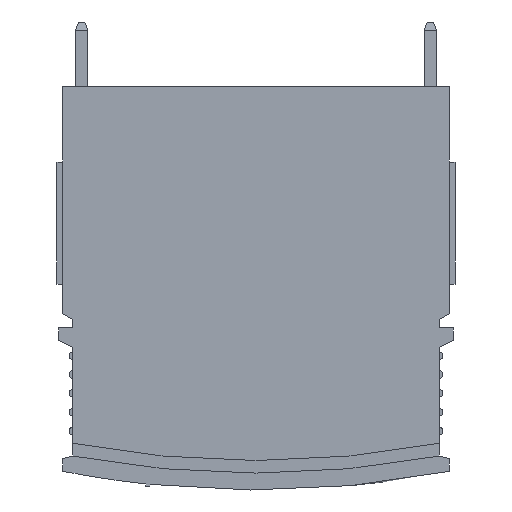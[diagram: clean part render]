
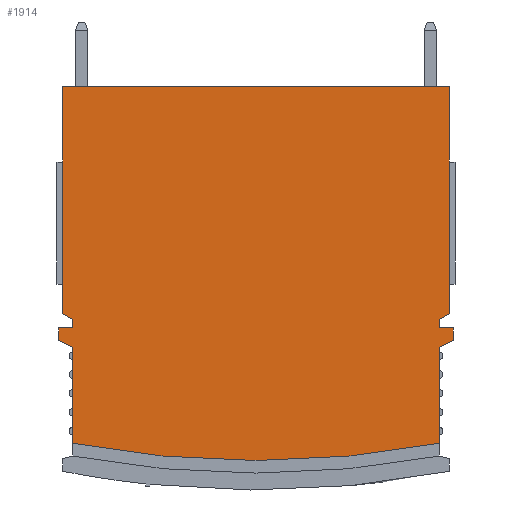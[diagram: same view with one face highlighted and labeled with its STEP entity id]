
A CAD part, left-side view. The second image highlights one B-rep face of the part: STEP entity #1914.
In plain terms, the highlighted planar face has unit normal (-1, 0, 0).
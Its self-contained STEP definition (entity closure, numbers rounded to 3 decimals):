
#4 = DIRECTION ( 'NONE',  ( 0., 0., 1. ) ) ;
#7 = CARTESIAN_POINT ( 'NONE',  ( 0., 46., 0. ) ) ;
#32 = CARTESIAN_POINT ( 'NONE',  ( 0., 1.2, -42.427 ) ) ;
#39 = ORIENTED_EDGE ( 'NONE', *, *, #1079, .F. ) ;
#50 = LINE ( 'NONE', #2312, #1193 ) ;
#51 = VERTEX_POINT ( 'NONE', #1081 ) ;
#57 = ORIENTED_EDGE ( 'NONE', *, *, #2675, .F. ) ;
#67 = ORIENTED_EDGE ( 'NONE', *, *, #799, .F. ) ;
#88 = VECTOR ( 'NONE', #453, 1000. ) ;
#96 = ORIENTED_EDGE ( 'NONE', *, *, #1281, .F. ) ;
#153 = CARTESIAN_POINT ( 'NONE',  ( 0., -0.5, -28.7 ) ) ;
#166 = EDGE_CURVE ( 'NONE', #1722, #1390, #2662, .T. ) ;
#190 = VECTOR ( 'NONE', #2347, 1000. ) ;
#195 = ORIENTED_EDGE ( 'NONE', *, *, #1191, .F. ) ;
#210 = VECTOR ( 'NONE', #2575, 1000. ) ;
#227 = LINE ( 'NONE', #937, #88 ) ;
#240 = DIRECTION ( 'NONE',  ( 1., 0., 0. ) ) ;
#250 = EDGE_CURVE ( 'NONE', #1461, #1722, #1904, .T. ) ;
#261 = VERTEX_POINT ( 'NONE', #1725 ) ;
#279 = DIRECTION ( 'NONE',  ( 0., -1., 0. ) ) ;
#312 = DIRECTION ( 'NONE',  ( 0., 0.866, 0.5 ) ) ;
#315 = CARTESIAN_POINT ( 'NONE',  ( 0., 1.2, -30.993 ) ) ;
#334 = ORIENTED_EDGE ( 'NONE', *, *, #2809, .F. ) ;
#344 = VERTEX_POINT ( 'NONE', #2238 ) ;
#357 = VERTEX_POINT ( 'NONE', #7 ) ;
#370 = ORIENTED_EDGE ( 'NONE', *, *, #2320, .F. ) ;
#391 = CARTESIAN_POINT ( 'NONE',  ( 0., 1.2, -28.7 ) ) ;
#402 = LINE ( 'NONE', #1615, #1228 ) ;
#430 = CARTESIAN_POINT ( 'NONE',  ( 0., 44.8, -28.7 ) ) ;
#449 = VECTOR ( 'NONE', #1400, 1000. ) ;
#453 = DIRECTION ( 'NONE',  ( 0., 0., -1. ) ) ;
#499 = DIRECTION ( 'NONE',  ( 0., 0.906, 0.423 ) ) ;
#528 = VECTOR ( 'NONE', #2943, 1000. ) ;
#595 = CARTESIAN_POINT ( 'NONE',  ( 0., 23., 72. ) ) ;
#604 = EDGE_CURVE ( 'NONE', #344, #3036, #3106, .T. ) ;
#625 = DIRECTION ( 'NONE',  ( 1., 0., 0. ) ) ;
#654 = CARTESIAN_POINT ( 'NONE',  ( 0., 44.8, -27.7 ) ) ;
#689 = DIRECTION ( 'NONE',  ( 0., 0.866, -0.5 ) ) ;
#754 = DIRECTION ( 'NONE',  ( 0., 0., 1. ) ) ;
#761 = CARTESIAN_POINT ( 'NONE',  ( 0., 46., -27.007 ) ) ;
#776 = CARTESIAN_POINT ( 'NONE',  ( 0., 23., 72. ) ) ;
#781 = LINE ( 'NONE', #1029, #3008 ) ;
#799 = EDGE_CURVE ( 'NONE', #822, #51, #1730, .T. ) ;
#817 = EDGE_CURVE ( 'NONE', #2429, #2174, #3213, .T. ) ;
#822 = VERTEX_POINT ( 'NONE', #2207 ) ;
#846 = VERTEX_POINT ( 'NONE', #32 ) ;
#861 = CARTESIAN_POINT ( 'NONE',  ( 0., -0.5, -30.2 ) ) ;
#872 = LINE ( 'NONE', #1333, #190 ) ;
#918 = CARTESIAN_POINT ( 'NONE',  ( 0., 1.2, -30.993 ) ) ;
#937 = CARTESIAN_POINT ( 'NONE',  ( 0., 0., 0. ) ) ;
#971 = ORIENTED_EDGE ( 'NONE', *, *, #604, .F. ) ;
#982 = ORIENTED_EDGE ( 'NONE', *, *, #997, .F. ) ;
#997 = EDGE_CURVE ( 'NONE', #3036, #846, #3169, .T. ) ;
#1020 = CARTESIAN_POINT ( 'NONE',  ( 0., 46.5, -30.2 ) ) ;
#1022 = LINE ( 'NONE', #761, #1603 ) ;
#1029 = CARTESIAN_POINT ( 'NONE',  ( 0., 44.8, -30.993 ) ) ;
#1049 = CARTESIAN_POINT ( 'NONE',  ( 0., 46.5, -28.7 ) ) ;
#1058 = EDGE_CURVE ( 'NONE', #357, #261, #50, .T. ) ;
#1076 = EDGE_LOOP ( 'NONE', ( #2757, #96, #982, #971, #195, #2777, #2639, #334, #57, #1093, #2279, #39, #1126, #1500, #370, #67 ) ) ;
#1079 = EDGE_CURVE ( 'NONE', #1390, #2029, #1022, .T. ) ;
#1081 = CARTESIAN_POINT ( 'NONE',  ( 0., 46.5, -30.2 ) ) ;
#1093 = ORIENTED_EDGE ( 'NONE', *, *, #1058, .F. ) ;
#1108 = VERTEX_POINT ( 'NONE', #2296 ) ;
#1126 = ORIENTED_EDGE ( 'NONE', *, *, #166, .F. ) ;
#1140 = LINE ( 'NONE', #153, #210 ) ;
#1158 = CARTESIAN_POINT ( 'NONE',  ( 0., 44.8, -27.7 ) ) ;
#1191 = EDGE_CURVE ( 'NONE', #2174, #344, #1140, .T. ) ;
#1193 = VECTOR ( 'NONE', #279, 1000. ) ;
#1228 = VECTOR ( 'NONE', #689, 1000. ) ;
#1238 = LINE ( 'NONE', #2235, #2009 ) ;
#1281 = EDGE_CURVE ( 'NONE', #846, #1356, #3189, .T. ) ;
#1333 = CARTESIAN_POINT ( 'NONE',  ( 0., 1.2, -27.7 ) ) ;
#1356 = VERTEX_POINT ( 'NONE', #1656 ) ;
#1390 = VERTEX_POINT ( 'NONE', #1158 ) ;
#1400 = DIRECTION ( 'NONE',  ( 0., 0., 1. ) ) ;
#1456 = VECTOR ( 'NONE', #499, 1000. ) ;
#1461 = VERTEX_POINT ( 'NONE', #1049 ) ;
#1468 = CARTESIAN_POINT ( 'NONE',  ( 0., 1.2, -28.7 ) ) ;
#1487 = FACE_OUTER_BOUND ( 'NONE', #1076, .T. ) ;
#1500 = ORIENTED_EDGE ( 'NONE', *, *, #250, .F. ) ;
#1506 = VECTOR ( 'NONE', #1852, 1000. ) ;
#1603 = VECTOR ( 'NONE', #312, 1000. ) ;
#1615 = CARTESIAN_POINT ( 'NONE',  ( 0., 0., -27.007 ) ) ;
#1621 = CARTESIAN_POINT ( 'NONE',  ( 0., 46., -27.007 ) ) ;
#1654 = CARTESIAN_POINT ( 'NONE',  ( 0., 46., 0. ) ) ;
#1656 = CARTESIAN_POINT ( 'NONE',  ( 0., 44.8, -42.427 ) ) ;
#1662 = VECTOR ( 'NONE', #2864, 1000. ) ;
#1695 = DIRECTION ( 'NONE',  ( 0., 0., -1. ) ) ;
#1722 = VERTEX_POINT ( 'NONE', #3077 ) ;
#1725 = CARTESIAN_POINT ( 'NONE',  ( 0., 0., 0. ) ) ;
#1730 = LINE ( 'NONE', #1020, #1456 ) ;
#1852 = DIRECTION ( 'NONE',  ( 0., 0.906, -0.423 ) ) ;
#1904 = LINE ( 'NONE', #430, #528 ) ;
#1911 = CARTESIAN_POINT ( 'NONE',  ( 0., 0., -27.007 ) ) ;
#1912 = DIRECTION ( 'NONE',  ( 0., 0., -1. ) ) ;
#1914 = ADVANCED_FACE ( 'NONE', ( #1487 ), #2492, .F. ) ;
#1978 = AXIS2_PLACEMENT_3D ( 'NONE', #595, #625, #2612 ) ;
#2009 = VECTOR ( 'NONE', #4, 1000. ) ;
#2029 = VERTEX_POINT ( 'NONE', #1621 ) ;
#2174 = VERTEX_POINT ( 'NONE', #3207 ) ;
#2194 = EDGE_CURVE ( 'NONE', #2029, #357, #2957, .T. ) ;
#2207 = CARTESIAN_POINT ( 'NONE',  ( 0., 44.8, -30.993 ) ) ;
#2235 = CARTESIAN_POINT ( 'NONE',  ( 0., 46.5, -28.7 ) ) ;
#2238 = CARTESIAN_POINT ( 'NONE',  ( 0., -0.5, -30.2 ) ) ;
#2259 = EDGE_CURVE ( 'NONE', #1356, #822, #781, .T. ) ;
#2279 = ORIENTED_EDGE ( 'NONE', *, *, #2194, .F. ) ;
#2296 = CARTESIAN_POINT ( 'NONE',  ( 0., 1.2, -27.7 ) ) ;
#2312 = CARTESIAN_POINT ( 'NONE',  ( 0., 46., 0. ) ) ;
#2320 = EDGE_CURVE ( 'NONE', #51, #1461, #1238, .T. ) ;
#2347 = DIRECTION ( 'NONE',  ( 0., 0., -1. ) ) ;
#2394 = EDGE_CURVE ( 'NONE', #1108, #2429, #872, .T. ) ;
#2400 = VECTOR ( 'NONE', #3015, 1000. ) ;
#2429 = VERTEX_POINT ( 'NONE', #391 ) ;
#2492 = PLANE ( 'NONE',  #2996 ) ;
#2575 = DIRECTION ( 'NONE',  ( 0., 0., -1. ) ) ;
#2612 = DIRECTION ( 'NONE',  ( 0., 0., 1. ) ) ;
#2639 = ORIENTED_EDGE ( 'NONE', *, *, #2394, .F. ) ;
#2662 = LINE ( 'NONE', #654, #1662 ) ;
#2675 = EDGE_CURVE ( 'NONE', #261, #2750, #227, .T. ) ;
#2750 = VERTEX_POINT ( 'NONE', #1911 ) ;
#2757 = ORIENTED_EDGE ( 'NONE', *, *, #2259, .F. ) ;
#2777 = ORIENTED_EDGE ( 'NONE', *, *, #817, .F. ) ;
#2809 = EDGE_CURVE ( 'NONE', #2750, #1108, #402, .T. ) ;
#2864 = DIRECTION ( 'NONE',  ( 0., 0., 1. ) ) ;
#2943 = DIRECTION ( 'NONE',  ( 0., -1., 0. ) ) ;
#2957 = LINE ( 'NONE', #1654, #449 ) ;
#2996 = AXIS2_PLACEMENT_3D ( 'NONE', #776, #240, #1695 ) ;
#3008 = VECTOR ( 'NONE', #754, 1000. ) ;
#3015 = DIRECTION ( 'NONE',  ( 0., -1., 0. ) ) ;
#3029 = VECTOR ( 'NONE', #1912, 1000. ) ;
#3036 = VERTEX_POINT ( 'NONE', #315 ) ;
#3077 = CARTESIAN_POINT ( 'NONE',  ( 0., 44.8, -28.7 ) ) ;
#3106 = LINE ( 'NONE', #861, #1506 ) ;
#3169 = LINE ( 'NONE', #918, #3029 ) ;
#3189 = CIRCLE ( 'NONE', #1978, 116.485 ) ;
#3207 = CARTESIAN_POINT ( 'NONE',  ( 0., -0.5, -28.7 ) ) ;
#3213 = LINE ( 'NONE', #1468, #2400 ) ;
